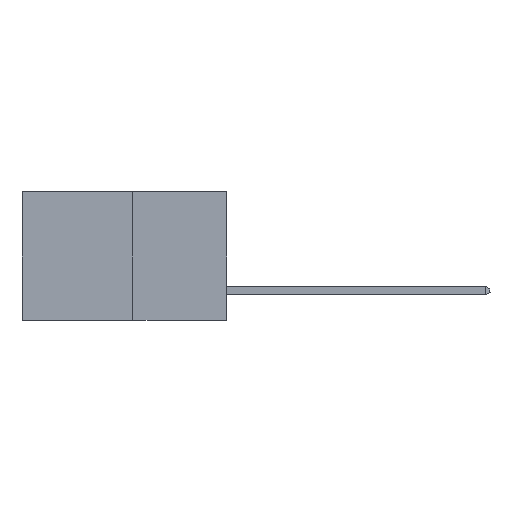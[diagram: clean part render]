
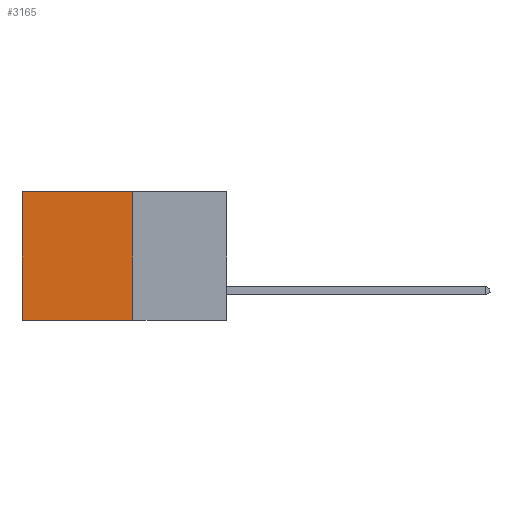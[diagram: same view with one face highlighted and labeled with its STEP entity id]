
A CAD part, left-side view. The second image highlights one B-rep face of the part: STEP entity #3165.
In plain terms, the highlighted planar face has unit normal (-1, 0, 0).
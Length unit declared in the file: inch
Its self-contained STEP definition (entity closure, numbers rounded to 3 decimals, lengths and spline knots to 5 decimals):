
#97 = DIRECTION ( 'NONE',  ( 0., 0., -1. ) ) ;
#302 = CARTESIAN_POINT ( 'NONE',  ( 0.277, 0.27, -0.37 ) ) ;
#677 = VECTOR ( 'NONE', #12020, 39.37008 ) ;
#1228 = VERTEX_POINT ( 'NONE', #4949 ) ;
#1317 = CARTESIAN_POINT ( 'NONE',  ( 0.277, 0.27, -0.37 ) ) ;
#1529 = LINE ( 'NONE', #302, #10515 ) ;
#2300 = EDGE_CURVE ( 'NONE', #10405, #8188, #9572, .T. ) ;
#2449 = AXIS2_PLACEMENT_3D ( 'NONE', #9788, #5495, #12922 ) ;
#3084 = EDGE_CURVE ( 'NONE', #8048, #8188, #1529, .T. ) ;
#3165 = ADVANCED_FACE ( 'NONE', ( #11673 ), #12879, .F. ) ;
#3220 = EDGE_CURVE ( 'NONE', #1228, #10405, #5666, .T. ) ;
#3321 = CARTESIAN_POINT ( 'NONE',  ( 0.277, 0.59, -0.37 ) ) ;
#3808 = EDGE_LOOP ( 'NONE', ( #13390, #13232, #5236, #14047 ) ) ;
#4949 = CARTESIAN_POINT ( 'NONE',  ( 0.277, 0.27, 0. ) ) ;
#5236 = ORIENTED_EDGE ( 'NONE', *, *, #6574, .F. ) ;
#5495 = DIRECTION ( 'NONE',  ( 1., 0., 0. ) ) ;
#5542 = CARTESIAN_POINT ( 'NONE',  ( 0.277, 0.27, 0. ) ) ;
#5564 = CARTESIAN_POINT ( 'NONE',  ( 0.277, 0.59, 0. ) ) ;
#5666 = LINE ( 'NONE', #5542, #8549 ) ;
#6574 = EDGE_CURVE ( 'NONE', #1228, #8048, #14342, .T. ) ;
#7359 = CARTESIAN_POINT ( 'NONE',  ( 0.277, 0.27, -0.37 ) ) ;
#7412 = CARTESIAN_POINT ( 'NONE',  ( 0.277, 0.59, -0.37 ) ) ;
#7510 = DIRECTION ( 'NONE',  ( 0., 1., 0. ) ) ;
#8048 = VERTEX_POINT ( 'NONE', #1317 ) ;
#8188 = VERTEX_POINT ( 'NONE', #7412 ) ;
#8549 = VECTOR ( 'NONE', #11933, 39.37008 ) ;
#9144 = VECTOR ( 'NONE', #97, 39.37008 ) ;
#9572 = LINE ( 'NONE', #3321, #677 ) ;
#9788 = CARTESIAN_POINT ( 'NONE',  ( 0.277, 0.27, -0.37 ) ) ;
#10405 = VERTEX_POINT ( 'NONE', #5564 ) ;
#10515 = VECTOR ( 'NONE', #7510, 39.37008 ) ;
#11673 = FACE_OUTER_BOUND ( 'NONE', #3808, .T. ) ;
#11933 = DIRECTION ( 'NONE',  ( 0., 1., 0. ) ) ;
#12020 = DIRECTION ( 'NONE',  ( 0., 0., -1. ) ) ;
#12879 = PLANE ( 'NONE',  #2449 ) ;
#12922 = DIRECTION ( 'NONE',  ( 0., 0., -1. ) ) ;
#13232 = ORIENTED_EDGE ( 'NONE', *, *, #3084, .F. ) ;
#13390 = ORIENTED_EDGE ( 'NONE', *, *, #2300, .T. ) ;
#14047 = ORIENTED_EDGE ( 'NONE', *, *, #3220, .T. ) ;
#14342 = LINE ( 'NONE', #7359, #9144 ) ;
